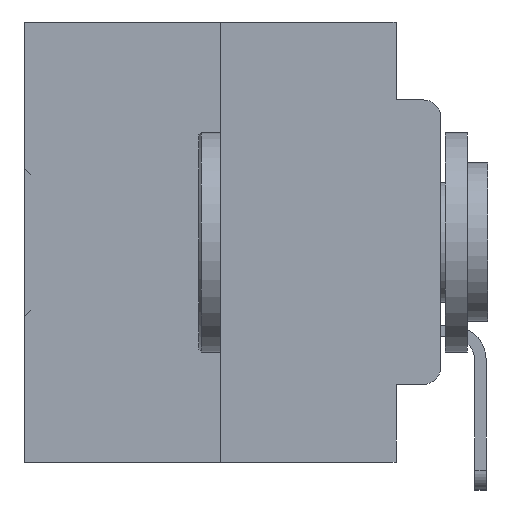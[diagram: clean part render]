
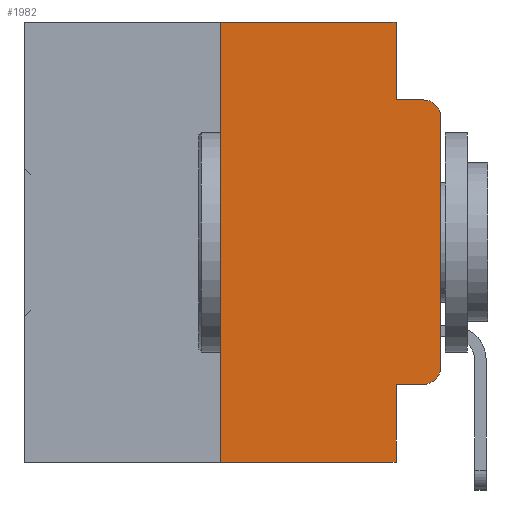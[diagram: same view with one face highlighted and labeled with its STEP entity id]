
A CAD part, left-side view. The second image highlights one B-rep face of the part: STEP entity #1982.
In plain terms, the highlighted planar face has unit normal (-1, 0, 0).
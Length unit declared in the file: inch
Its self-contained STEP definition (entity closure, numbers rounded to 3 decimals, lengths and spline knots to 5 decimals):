
#464 = ORIENTED_EDGE ( 'NONE', *, *, #4223, .F. ) ;
#555 = EDGE_CURVE ( 'NONE', #12422, #28673, #13361, .T. ) ;
#803 = FACE_OUTER_BOUND ( 'NONE', #25824, .T. ) ;
#1142 = CARTESIAN_POINT ( 'NONE',  ( 0., 0.051, -0.4115 ) ) ;
#1452 = ORIENTED_EDGE ( 'NONE', *, *, #4170, .F. ) ;
#1726 = AXIS2_PLACEMENT_3D ( 'NONE', #15639, #34037, #18378 ) ;
#1946 = DIRECTION ( 'NONE',  ( 0., -1., 0. ) ) ;
#1982 = ADVANCED_FACE ( 'NONE', ( #803 ), #24147, .F. ) ;
#2184 = CARTESIAN_POINT ( 'NONE',  ( 0., 0., -0.3915 ) ) ;
#2304 = VERTEX_POINT ( 'NONE', #29871 ) ;
#3985 = EDGE_CURVE ( 'NONE', #7658, #2304, #27079, .T. ) ;
#4125 = EDGE_CURVE ( 'NONE', #2304, #29236, #27487, .T. ) ;
#4170 = EDGE_CURVE ( 'NONE', #26458, #29236, #18873, .T. ) ;
#4223 = EDGE_CURVE ( 'NONE', #5495, #26458, #31614, .T. ) ;
#4229 = EDGE_CURVE ( 'NONE', #12422, #20578, #23826, .T. ) ;
#4249 = VERTEX_POINT ( 'NONE', #28247 ) ;
#4287 = EDGE_CURVE ( 'NONE', #20858, #28673, #14294, .T. ) ;
#4345 = EDGE_CURVE ( 'NONE', #20858, #4249, #18065, .T. ) ;
#4358 = EDGE_CURVE ( 'NONE', #4249, #7658, #32012, .T. ) ;
#4506 = DIRECTION ( 'NONE',  ( 0., 0., -1. ) ) ;
#5495 = VERTEX_POINT ( 'NONE', #30844 ) ;
#5895 = VECTOR ( 'NONE', #18987, 39.37008 ) ;
#6292 = VECTOR ( 'NONE', #22195, 39.37008 ) ;
#6386 = VECTOR ( 'NONE', #4506, 39.37008 ) ;
#6826 = DIRECTION ( 'NONE',  ( 0., 0., -1. ) ) ;
#7658 = VERTEX_POINT ( 'NONE', #2184 ) ;
#8094 = AXIS2_PLACEMENT_3D ( 'NONE', #11746, #30198, #14392 ) ;
#9292 = DIRECTION ( 'NONE',  ( 0., -1., 0. ) ) ;
#9328 = CARTESIAN_POINT ( 'NONE',  ( 0., 0.25, 0. ) ) ;
#9640 = DIRECTION ( 'NONE',  ( 0., 0., 1. ) ) ;
#9739 = VECTOR ( 'NONE', #6826, 39.37008 ) ;
#10969 = VECTOR ( 'NONE', #1946, 39.37008 ) ;
#11746 = CARTESIAN_POINT ( 'NONE',  ( 0., 0.02, -0.1085 ) ) ;
#11942 = ORIENTED_EDGE ( 'NONE', *, *, #4287, .F. ) ;
#12186 = CARTESIAN_POINT ( 'NONE',  ( 0., 0.25, 0. ) ) ;
#12422 = VERTEX_POINT ( 'NONE', #23357 ) ;
#13074 = ORIENTED_EDGE ( 'NONE', *, *, #4358, .T. ) ;
#13361 = LINE ( 'NONE', #17397, #6292 ) ;
#13600 = DIRECTION ( 'NONE',  ( 0., 0., -1. ) ) ;
#14294 = LINE ( 'NONE', #17913, #6386 ) ;
#14392 = DIRECTION ( 'NONE',  ( 0., 0., -1. ) ) ;
#15129 = EDGE_CURVE ( 'NONE', #20578, #5495, #31063, .T. ) ;
#15639 = CARTESIAN_POINT ( 'NONE',  ( 0., 0.02, -0.3915 ) ) ;
#15962 = VECTOR ( 'NONE', #9640, 39.37008 ) ;
#16461 = ORIENTED_EDGE ( 'NONE', *, *, #15129, .F. ) ;
#16786 = ORIENTED_EDGE ( 'NONE', *, *, #4345, .T. ) ;
#17090 = VECTOR ( 'NONE', #31310, 39.37008 ) ;
#17391 = ORIENTED_EDGE ( 'NONE', *, *, #555, .T. ) ;
#17397 = CARTESIAN_POINT ( 'NONE',  ( 0., 0.473, -0.5 ) ) ;
#17425 = ORIENTED_EDGE ( 'NONE', *, *, #4125, .T. ) ;
#17913 = CARTESIAN_POINT ( 'NONE',  ( 0., 0.051, 0. ) ) ;
#18065 = LINE ( 'NONE', #18265, #10969 ) ;
#18265 = CARTESIAN_POINT ( 'NONE',  ( 0., 0.051, -0.4115 ) ) ;
#18378 = DIRECTION ( 'NONE',  ( 0., 0., -1. ) ) ;
#18873 = LINE ( 'NONE', #27805, #32431 ) ;
#18987 = DIRECTION ( 'NONE',  ( 0., 0., 1. ) ) ;
#20578 = VERTEX_POINT ( 'NONE', #9328 ) ;
#20858 = VERTEX_POINT ( 'NONE', #1142 ) ;
#22195 = DIRECTION ( 'NONE',  ( 0., -1., 0. ) ) ;
#23357 = CARTESIAN_POINT ( 'NONE',  ( 0., 0.25, -0.5 ) ) ;
#23826 = LINE ( 'NONE', #12186, #15962 ) ;
#24147 = PLANE ( 'NONE',  #31152 ) ;
#25824 = EDGE_LOOP ( 'NONE', ( #26558, #17425, #1452, #464, #16461, #26011, #17391, #11942, #16786, #13074 ) ) ;
#26011 = ORIENTED_EDGE ( 'NONE', *, *, #4229, .F. ) ;
#26458 = VERTEX_POINT ( 'NONE', #27797 ) ;
#26558 = ORIENTED_EDGE ( 'NONE', *, *, #3985, .T. ) ;
#26740 = CARTESIAN_POINT ( 'NONE',  ( 0., 0.051, -0.5 ) ) ;
#26759 = CARTESIAN_POINT ( 'NONE',  ( 0., 0.473, 0. ) ) ;
#27079 = LINE ( 'NONE', #32033, #5895 ) ;
#27487 = CIRCLE ( 'NONE', #8094, 0.02 ) ;
#27797 = CARTESIAN_POINT ( 'NONE',  ( 0., 0.051, -0.0885 ) ) ;
#27805 = CARTESIAN_POINT ( 'NONE',  ( 0., 0.051, -0.0885 ) ) ;
#28016 = CARTESIAN_POINT ( 'NONE',  ( 0., 0.051, 0. ) ) ;
#28247 = CARTESIAN_POINT ( 'NONE',  ( 0., 0.02, -0.4115 ) ) ;
#28673 = VERTEX_POINT ( 'NONE', #26740 ) ;
#28685 = CARTESIAN_POINT ( 'NONE',  ( 0., 0.473, 0. ) ) ;
#29236 = VERTEX_POINT ( 'NONE', #34020 ) ;
#29405 = DIRECTION ( 'NONE',  ( 1., 0., 0. ) ) ;
#29871 = CARTESIAN_POINT ( 'NONE',  ( 0., 0., -0.1085 ) ) ;
#30198 = DIRECTION ( 'NONE',  ( -1., 0., 0. ) ) ;
#30844 = CARTESIAN_POINT ( 'NONE',  ( 0., 0.051, 0. ) ) ;
#31063 = LINE ( 'NONE', #28685, #17090 ) ;
#31152 = AXIS2_PLACEMENT_3D ( 'NONE', #26759, #29405, #13600 ) ;
#31310 = DIRECTION ( 'NONE',  ( 0., -1., 0. ) ) ;
#31614 = LINE ( 'NONE', #28016, #9739 ) ;
#32012 = CIRCLE ( 'NONE', #1726, 0.02 ) ;
#32033 = CARTESIAN_POINT ( 'NONE',  ( 0., 0., 0. ) ) ;
#32431 = VECTOR ( 'NONE', #9292, 39.37008 ) ;
#34020 = CARTESIAN_POINT ( 'NONE',  ( 0., 0.02, -0.0885 ) ) ;
#34037 = DIRECTION ( 'NONE',  ( -1., 0., 0. ) ) ;
